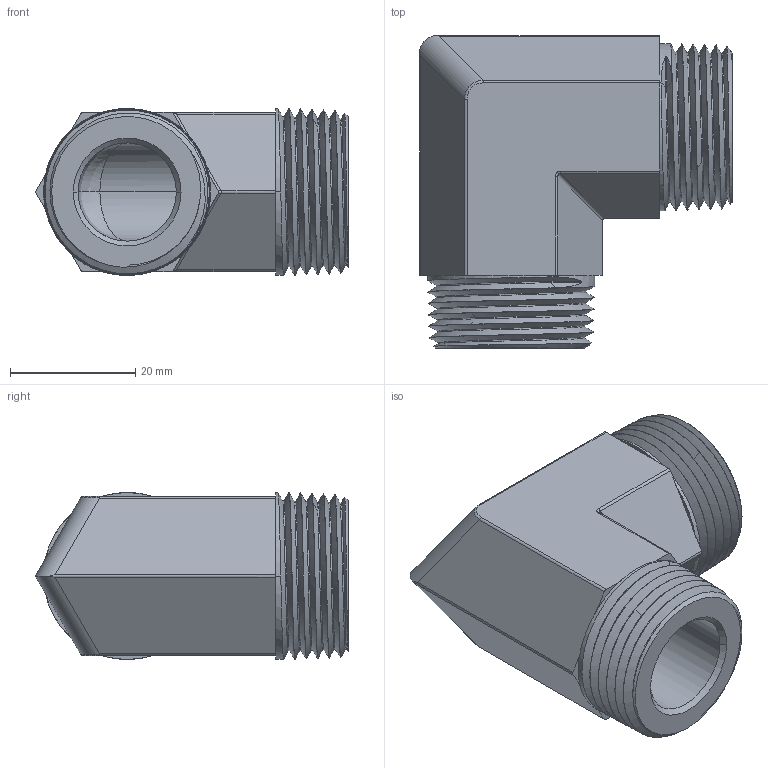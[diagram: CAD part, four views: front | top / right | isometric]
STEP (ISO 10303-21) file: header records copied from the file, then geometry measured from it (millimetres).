
FILE_DESCRIPTION((''),'2;1');
FILE_NAME('001_H-SML_MASTER','2025-07-07T15:47:10',('Administrator'),(''),'CREO PARAMETRIC BY PTC INC, 2020184','CREO PARAMETRIC BY PTC INC, 2020184','');
FILE_SCHEMA(('AUTOMOTIVE_DESIGN { 1 0 10303 214 1 1 1 1 }'));
Length unit declared in the file: millimetre
Products named in the file (1): 001_H-SML_MASTER
Bounding box: 49.89 x 49.89 x 26.67 mm (x, y, z)
Volume: 24183.4 mm3; surface area: 11371.8 mm2
Topology: 1 solids, 1 shells, 109 faces, 276 edges, 178 vertices
Faces by surface type: plane 42, cylinder 24, cone 22, bspline 21
Entity records: 14913 total; most frequent: CARTESIAN_POINT 11516, ORIENTED_EDGE 534, DIRECTION 429, PRESENTATION_STYLE_ASSIGNMENT 278, STYLED_ITEM 278, CURVE_STYLE 277, EDGE_CURVE 267, VERTEX_POINT 160
